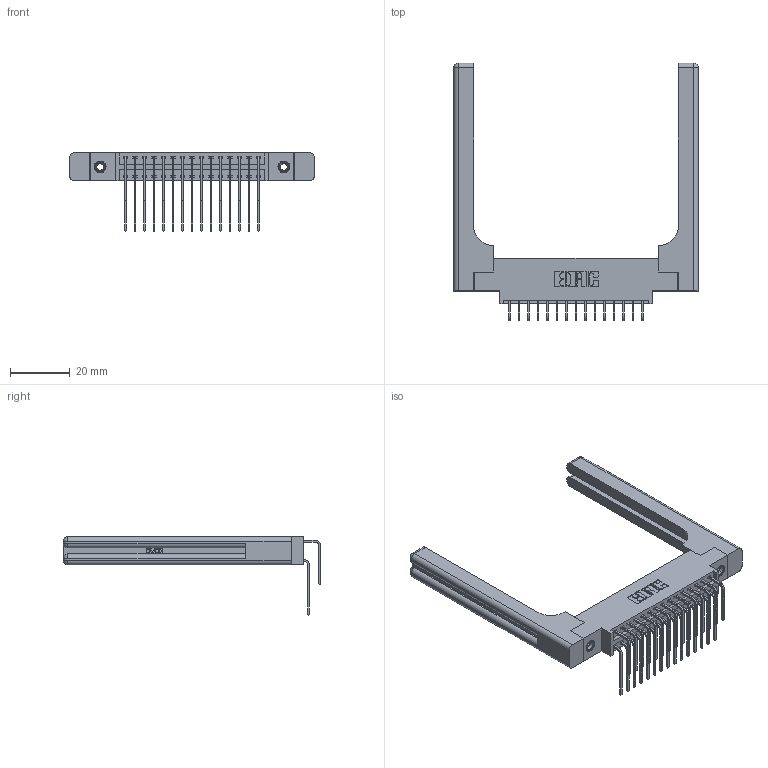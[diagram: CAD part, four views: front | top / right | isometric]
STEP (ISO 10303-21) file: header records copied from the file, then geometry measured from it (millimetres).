
FILE_DESCRIPTION (( 'STEP AP203' ), '1' );
FILE_NAME ('346-030-559-858.STEP', '2022-05-19T17:11:09', ( '' ), ( '' ), 'SwSTEP 2.0', 'SolidWorks 2020', '' );
FILE_SCHEMA (( 'CONFIG_CONTROL_DESIGN' ));
Length unit declared in the file: inch
Products named in the file (6): 346-030-559-858; 345-292-001_558 559 Tail - 1; 345-292-001_559 Tail - 2; 346 Part_0.170 Offset - 0.156 Dia-TH; 345-250-001_345-250-001-102; 346-220-058_345-220-058
Assembly tree (35 placements, depth 2):
  346-030-559-858
    346 Part_0.170 Offset - 0.156 Dia-TH
    345-292-001_558 559 Tail - 1  x15
    345-292-001_559 Tail - 2  x15
    345-250-001_345-250-001-102  x2
    346-220-058_345-220-058  x2
Bounding box: 81.69 x 86.17 x 26.16 mm (x, y, z)
Volume: 15250.3 mm3; surface area: 16254.1 mm2
Topology: 35 solids, 35 shells, 2016 faces, 5873 edges, 3854 vertices
Faces by surface type: plane 1352, cylinder 604, bspline 36, cone 12, sphere 8, torus 4
Entity records: 20938 total; most frequent: CARTESIAN_POINT 4554, ORIENTED_EDGE 3232, DIRECTION 2968, EDGE_CURVE 1616, VECTOR 1292, LINE 1292, VERTEX_POINT 1066, AXIS2_PLACEMENT_3D 838
